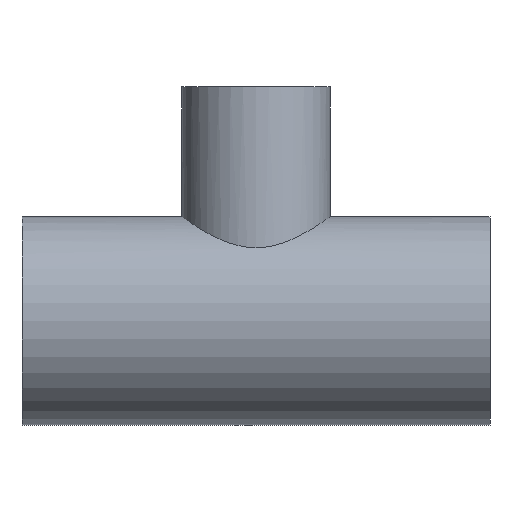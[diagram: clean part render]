
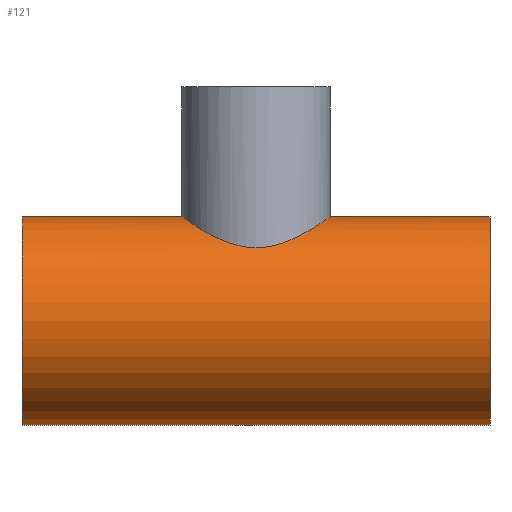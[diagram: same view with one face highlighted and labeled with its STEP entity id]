
A CAD part, front view. The second image highlights one B-rep face of the part: STEP entity #121.
In plain terms, the highlighted cylindrical face has radius 44.55 mm (diameter 89.1 mm), a full revolution.
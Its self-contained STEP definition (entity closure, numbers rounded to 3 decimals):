
#21=FACE_BOUND('',#39,.T.);
#28=FACE_OUTER_BOUND('',#38,.T.);
#38=EDGE_LOOP('',(#104,#105,#106,#107));
#39=EDGE_LOOP('',(#108,#109));
#46=CIRCLE('',#152,44.55);
#47=CIRCLE('',#154,44.55);
#51=LINE('',#350,#55);
#55=VECTOR('',#185,44.55);
#58=B_SPLINE_CURVE_WITH_KNOTS('',3,(#275,#276,#277,#278,#279,#280,#281,
#282,#283,#284,#285,#286,#287,#288,#289,#290,#291,#292),.UNSPECIFIED.,.F.,
 .F.,(4,2,2,2,2,2,2,2,4),(0.,0.633,1.266,1.899,
2.532,3.155,3.778,4.401,5.024),
 .UNSPECIFIED.);
#59=B_SPLINE_CURVE_WITH_KNOTS('',3,(#293,#294,#295,#296,#297,#298,#299,
#300,#301,#302,#303,#304,#305,#306,#307,#308,#309,#310,#311,#312,#313,#314,
#315,#316,#317,#318,#319,#320,#321,#322,#323,#324,#325,#326,#327,#328,#329,
#330,#331,#332,#333,#334,#335,#336,#337,#338,#339,#340,#341,#342),
 .UNSPECIFIED.,.F.,.F.,(4,2,2,2,2,2,2,2,2,2,2,2,2,2,2,2,2,2,2,2,2,2,2,2,
4),(5.024,5.647,6.27,6.893,
7.515,8.148,8.781,9.414,10.047,
10.68,11.313,11.946,12.579,13.202,
13.825,14.448,15.071,15.694,16.317,
16.94,17.563,18.196,18.829,19.462,
20.094),.UNSPECIFIED.);
#66=VERTEX_POINT('',#272);
#67=VERTEX_POINT('',#274);
#68=VERTEX_POINT('',#345);
#69=VERTEX_POINT('',#348);
#79=EDGE_CURVE('',#67,#66,#58,.T.);
#80=EDGE_CURVE('',#66,#67,#59,.T.);
#81=EDGE_CURVE('',#68,#68,#46,.T.);
#82=EDGE_CURVE('',#69,#69,#47,.T.);
#83=EDGE_CURVE('',#69,#68,#51,.T.);
#104=ORIENTED_EDGE('',*,*,#82,.F.);
#105=ORIENTED_EDGE('',*,*,#83,.T.);
#106=ORIENTED_EDGE('',*,*,#81,.F.);
#107=ORIENTED_EDGE('',*,*,#83,.F.);
#108=ORIENTED_EDGE('',*,*,#79,.T.);
#109=ORIENTED_EDGE('',*,*,#80,.T.);
#115=CYLINDRICAL_SURFACE('',#153,44.55);
#121=ADVANCED_FACE('',(#28,#21),#115,.T.);
#152=AXIS2_PLACEMENT_3D('',#346,#179,#180);
#153=AXIS2_PLACEMENT_3D('',#347,#181,#182);
#154=AXIS2_PLACEMENT_3D('',#349,#183,#184);
#179=DIRECTION('center_axis',(-1.,0.,0.));
#180=DIRECTION('ref_axis',(0.,1.,0.));
#181=DIRECTION('center_axis',(1.,0.,0.));
#182=DIRECTION('ref_axis',(0.,1.,0.));
#183=DIRECTION('center_axis',(1.,0.,0.));
#184=DIRECTION('ref_axis',(0.,1.,0.));
#185=DIRECTION('',(-1.,0.,0.));
#272=CARTESIAN_POINT('',(-31.75,0.,44.55));
#274=CARTESIAN_POINT('',(0.,-31.75,31.251));
#275=CARTESIAN_POINT('Ctrl Pts',(0.,-31.75,31.251));
#276=CARTESIAN_POINT('Ctrl Pts',(-2.11,-31.75,31.251));
#277=CARTESIAN_POINT('Ctrl Pts',(-4.241,-31.537,31.472));
#278=CARTESIAN_POINT('Ctrl Pts',(-8.404,-30.691,32.297));
#279=CARTESIAN_POINT('Ctrl Pts',(-10.438,-30.058,32.899));
#280=CARTESIAN_POINT('Ctrl Pts',(-14.301,-28.424,34.321));
#281=CARTESIAN_POINT('Ctrl Pts',(-16.134,-27.422,35.139));
#282=CARTESIAN_POINT('Ctrl Pts',(-19.519,-25.125,36.817));
#283=CARTESIAN_POINT('Ctrl Pts',(-21.072,-23.83,37.675));
#284=CARTESIAN_POINT('Ctrl Pts',(-23.808,-21.093,39.271));
#285=CARTESIAN_POINT('Ctrl Pts',(-25.099,-19.553,40.072));
#286=CARTESIAN_POINT('Ctrl Pts',(-27.402,-16.167,41.554));
#287=CARTESIAN_POINT('Ctrl Pts',(-28.415,-14.322,42.234));
#288=CARTESIAN_POINT('Ctrl Pts',(-30.063,-10.428,43.36));
#289=CARTESIAN_POINT('Ctrl Pts',(-30.699,-8.375,43.806));
#290=CARTESIAN_POINT('Ctrl Pts',(-31.543,-4.2,44.402));
#291=CARTESIAN_POINT('Ctrl Pts',(-31.75,-2.077,44.55));
#292=CARTESIAN_POINT('Ctrl Pts',(-31.75,0.,44.55));
#293=CARTESIAN_POINT('Ctrl Pts',(-31.75,0.,44.55));
#294=CARTESIAN_POINT('Ctrl Pts',(-31.75,2.077,44.55));
#295=CARTESIAN_POINT('Ctrl Pts',(-31.543,4.2,44.402));
#296=CARTESIAN_POINT('Ctrl Pts',(-30.699,8.375,43.806));
#297=CARTESIAN_POINT('Ctrl Pts',(-30.063,10.428,43.36));
#298=CARTESIAN_POINT('Ctrl Pts',(-28.415,14.322,42.234));
#299=CARTESIAN_POINT('Ctrl Pts',(-27.402,16.167,41.554));
#300=CARTESIAN_POINT('Ctrl Pts',(-25.099,19.553,40.072));
#301=CARTESIAN_POINT('Ctrl Pts',(-23.808,21.093,39.271));
#302=CARTESIAN_POINT('Ctrl Pts',(-21.072,23.83,37.675));
#303=CARTESIAN_POINT('Ctrl Pts',(-19.519,25.125,36.817));
#304=CARTESIAN_POINT('Ctrl Pts',(-16.134,27.422,35.139));
#305=CARTESIAN_POINT('Ctrl Pts',(-14.301,28.424,34.321));
#306=CARTESIAN_POINT('Ctrl Pts',(-10.438,30.058,32.899));
#307=CARTESIAN_POINT('Ctrl Pts',(-8.404,30.691,32.297));
#308=CARTESIAN_POINT('Ctrl Pts',(-4.241,31.537,31.472));
#309=CARTESIAN_POINT('Ctrl Pts',(-2.11,31.75,31.251));
#310=CARTESIAN_POINT('Ctrl Pts',(2.11,31.75,31.251));
#311=CARTESIAN_POINT('Ctrl Pts',(4.241,31.537,31.472));
#312=CARTESIAN_POINT('Ctrl Pts',(8.404,30.691,32.297));
#313=CARTESIAN_POINT('Ctrl Pts',(10.438,30.058,32.899));
#314=CARTESIAN_POINT('Ctrl Pts',(14.301,28.424,34.321));
#315=CARTESIAN_POINT('Ctrl Pts',(16.134,27.422,35.139));
#316=CARTESIAN_POINT('Ctrl Pts',(19.519,25.125,36.817));
#317=CARTESIAN_POINT('Ctrl Pts',(21.072,23.83,37.675));
#318=CARTESIAN_POINT('Ctrl Pts',(23.808,21.093,39.271));
#319=CARTESIAN_POINT('Ctrl Pts',(25.099,19.553,40.072));
#320=CARTESIAN_POINT('Ctrl Pts',(27.402,16.167,41.554));
#321=CARTESIAN_POINT('Ctrl Pts',(28.415,14.322,42.234));
#322=CARTESIAN_POINT('Ctrl Pts',(30.063,10.428,43.36));
#323=CARTESIAN_POINT('Ctrl Pts',(30.699,8.375,43.806));
#324=CARTESIAN_POINT('Ctrl Pts',(31.543,4.2,44.402));
#325=CARTESIAN_POINT('Ctrl Pts',(31.75,2.077,44.55));
#326=CARTESIAN_POINT('Ctrl Pts',(31.75,-2.077,44.55));
#327=CARTESIAN_POINT('Ctrl Pts',(31.543,-4.2,44.402));
#328=CARTESIAN_POINT('Ctrl Pts',(30.699,-8.375,43.806));
#329=CARTESIAN_POINT('Ctrl Pts',(30.063,-10.428,43.36));
#330=CARTESIAN_POINT('Ctrl Pts',(28.415,-14.322,42.234));
#331=CARTESIAN_POINT('Ctrl Pts',(27.402,-16.167,41.554));
#332=CARTESIAN_POINT('Ctrl Pts',(25.099,-19.553,40.072));
#333=CARTESIAN_POINT('Ctrl Pts',(23.808,-21.093,39.271));
#334=CARTESIAN_POINT('Ctrl Pts',(21.072,-23.83,37.675));
#335=CARTESIAN_POINT('Ctrl Pts',(19.519,-25.125,36.817));
#336=CARTESIAN_POINT('Ctrl Pts',(16.134,-27.422,35.139));
#337=CARTESIAN_POINT('Ctrl Pts',(14.301,-28.424,34.321));
#338=CARTESIAN_POINT('Ctrl Pts',(10.438,-30.058,32.899));
#339=CARTESIAN_POINT('Ctrl Pts',(8.404,-30.691,32.297));
#340=CARTESIAN_POINT('Ctrl Pts',(4.241,-31.537,31.472));
#341=CARTESIAN_POINT('Ctrl Pts',(2.11,-31.75,31.251));
#342=CARTESIAN_POINT('Ctrl Pts',(0.,-31.75,31.251));
#345=CARTESIAN_POINT('',(-100.,-44.55,0.));
#346=CARTESIAN_POINT('Origin',(-100.,0.,0.));
#347=CARTESIAN_POINT('Origin',(0.,0.,0.));
#348=CARTESIAN_POINT('',(100.,-44.55,0.));
#349=CARTESIAN_POINT('Origin',(100.,0.,0.));
#350=CARTESIAN_POINT('',(0.,-44.55,0.));
